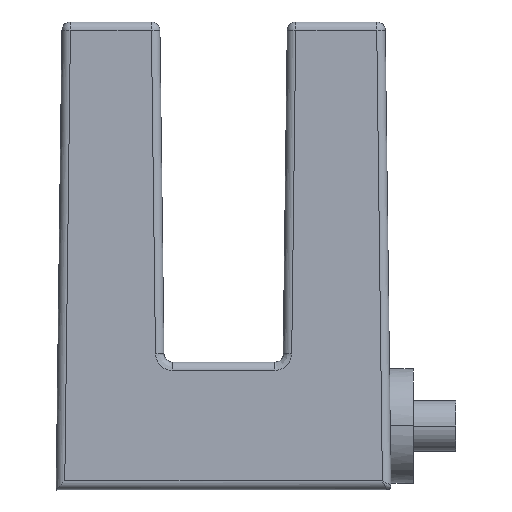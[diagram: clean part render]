
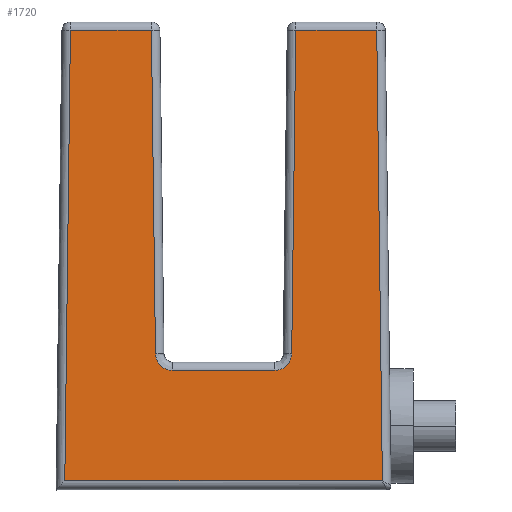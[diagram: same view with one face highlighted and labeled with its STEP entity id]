
A CAD part, top view. The second image highlights one B-rep face of the part: STEP entity #1720.
In plain terms, the highlighted planar face has unit normal (0, 0.018, 1).
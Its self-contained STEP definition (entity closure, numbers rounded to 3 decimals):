
#371=DIRECTION('',(0.012,1.,-0.017));
#372=VECTOR('',#371,106.024);
#373=CARTESIAN_POINT('',(-37.35,2.035,25.464));
#374=LINE('',#373,#372);
#378=DIRECTION('',(1.,0.,0.));
#379=VECTOR('',#378,19.05);
#380=CARTESIAN_POINT('',(-36.025,108.035,23.614));
#381=LINE('',#380,#379);
#385=DIRECTION('',(0.012,-1.,0.017));
#386=VECTOR('',#385,76.068);
#387=CARTESIAN_POINT('',(-16.975,108.035,23.614));
#388=LINE('',#387,#386);
#392=CARTESIAN_POINT('',(-16.025,31.985,24.942));
#393=CARTESIAN_POINT('',(-16.021,31.685,24.947));
#394=CARTESIAN_POINT('',(-15.948,31.102,24.957));
#395=CARTESIAN_POINT('',(-15.643,30.252,24.972));
#396=CARTESIAN_POINT('',(-15.161,29.499,24.985));
#397=CARTESIAN_POINT('',(-14.521,28.867,24.996));
#398=CARTESIAN_POINT('',(-13.762,28.395,25.004));
#399=CARTESIAN_POINT('',(-12.908,28.1,25.01));
#400=CARTESIAN_POINT('',(-12.324,28.035,25.011));
#401=CARTESIAN_POINT('',(-12.025,28.035,25.011));
#406=DIRECTION('',(1.,0.,0.));
#407=VECTOR('',#406,24.05);
#408=CARTESIAN_POINT('',(-12.025,28.035,25.011));
#409=LINE('',#408,#407);
#413=CARTESIAN_POINT('',(12.025,28.035,25.011));
#414=CARTESIAN_POINT('',(12.325,28.035,25.011));
#415=CARTESIAN_POINT('',(12.909,28.1,25.01));
#416=CARTESIAN_POINT('',(13.762,28.395,25.004));
#417=CARTESIAN_POINT('',(14.521,28.867,24.996));
#418=CARTESIAN_POINT('',(15.161,29.499,24.985));
#419=CARTESIAN_POINT('',(15.643,30.252,24.972));
#420=CARTESIAN_POINT('',(15.949,31.103,24.957));
#421=CARTESIAN_POINT('',(16.021,31.685,24.947));
#422=CARTESIAN_POINT('',(16.025,31.985,24.942));
#427=DIRECTION('',(0.012,1.,-0.017));
#428=VECTOR('',#427,76.068);
#429=CARTESIAN_POINT('',(16.025,31.985,24.942));
#430=LINE('',#429,#428);
#434=DIRECTION('',(1.,0.,0.));
#435=VECTOR('',#434,19.05);
#436=CARTESIAN_POINT('',(16.975,108.035,23.614));
#437=LINE('',#436,#435);
#441=DIRECTION('',(0.012,-1.,0.017));
#442=VECTOR('',#441,106.024);
#443=CARTESIAN_POINT('',(36.025,108.035,23.614));
#444=LINE('',#443,#442);
#448=DIRECTION('',(-1.,0.,0.));
#449=VECTOR('',#448,74.7);
#450=CARTESIAN_POINT('',(37.35,2.035,25.464));
#451=LINE('',#450,#449);
#1342=CARTESIAN_POINT('',(-37.35,2.035,25.464));
#1343=CARTESIAN_POINT('',(-36.025,108.035,23.614));
#1344=VERTEX_POINT('',#1342);
#1345=VERTEX_POINT('',#1343);
#1346=CARTESIAN_POINT('',(-16.975,108.035,23.614));
#1347=VERTEX_POINT('',#1346);
#1348=CARTESIAN_POINT('',(-16.025,31.985,24.942));
#1349=VERTEX_POINT('',#1348);
#1350=CARTESIAN_POINT('',(-12.025,28.035,25.011));
#1351=CARTESIAN_POINT('',(12.025,28.035,25.011));
#1352=VERTEX_POINT('',#1350);
#1353=VERTEX_POINT('',#1351);
#1354=CARTESIAN_POINT('',(16.025,31.985,24.942));
#1355=CARTESIAN_POINT('',(16.975,108.035,23.614));
#1356=VERTEX_POINT('',#1354);
#1357=VERTEX_POINT('',#1355);
#1358=CARTESIAN_POINT('',(36.025,108.035,23.614));
#1359=VERTEX_POINT('',#1358);
#1362=CARTESIAN_POINT('',(37.35,2.035,25.464));
#1363=VERTEX_POINT('',#1362);
#1695=CARTESIAN_POINT('',(-41.11,0.,25.5));
#1696=DIRECTION('',(0.,0.017,1.));
#1697=DIRECTION('',(1.,0.,0.));
#1698=AXIS2_PLACEMENT_3D('',#1695,#1696,#1697);
#1699=PLANE('',#1698);
#1701=ORIENTED_EDGE('',*,*,#1700,.T.);
#1703=ORIENTED_EDGE('',*,*,#1702,.T.);
#1704=ORIENTED_EDGE('',*,*,#1639,.T.);
#1705=ORIENTED_EDGE('',*,*,#1686,.T.);
#1707=ORIENTED_EDGE('',*,*,#1706,.T.);
#1709=ORIENTED_EDGE('',*,*,#1708,.T.);
#1711=ORIENTED_EDGE('',*,*,#1710,.T.);
#1713=ORIENTED_EDGE('',*,*,#1712,.T.);
#1715=ORIENTED_EDGE('',*,*,#1714,.T.);
#1717=ORIENTED_EDGE('',*,*,#1716,.T.);
#1718=EDGE_LOOP('',(#1701,#1703,#1704,#1705,#1707,#1709,#1711,#1713,#1715,
#1717));
#1719=FACE_OUTER_BOUND('',#1718,.F.);
#1720=ADVANCED_FACE('',(#1719),#1699,.T.);
#402=B_SPLINE_CURVE_WITH_KNOTS('',3,(#392,#393,#394,#395,#396,#397,#398,#399,
#400,#401),.UNSPECIFIED.,.F.,.F.,(4,1,1,1,1,1,1,4),(0.,0.143,
0.286,0.429,0.571,0.714,
0.857,1.),.UNSPECIFIED.);
#423=B_SPLINE_CURVE_WITH_KNOTS('',3,(#413,#414,#415,#416,#417,#418,#419,#420,
#421,#422),.UNSPECIFIED.,.F.,.F.,(4,1,1,1,1,1,1,4),(0.,0.143,
0.286,0.429,0.571,0.714,
0.857,1.),.UNSPECIFIED.);
#1639=EDGE_CURVE('',#1347,#1349,#388,.T.);
#1686=EDGE_CURVE('',#1349,#1352,#402,.T.);
#1700=EDGE_CURVE('',#1344,#1345,#374,.T.);
#1702=EDGE_CURVE('',#1345,#1347,#381,.T.);
#1706=EDGE_CURVE('',#1352,#1353,#409,.T.);
#1708=EDGE_CURVE('',#1353,#1356,#423,.T.);
#1710=EDGE_CURVE('',#1356,#1357,#430,.T.);
#1712=EDGE_CURVE('',#1357,#1359,#437,.T.);
#1714=EDGE_CURVE('',#1359,#1363,#444,.T.);
#1716=EDGE_CURVE('',#1363,#1344,#451,.T.);
